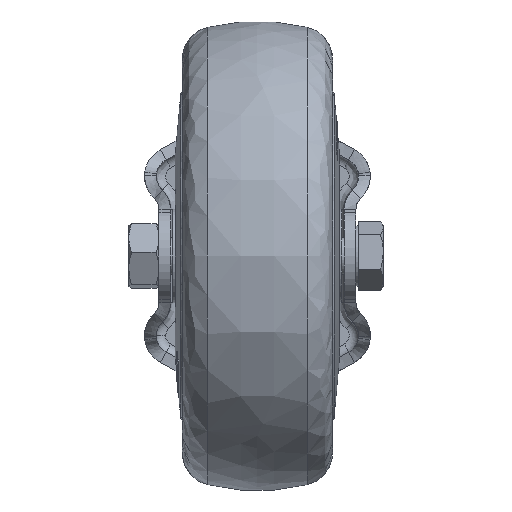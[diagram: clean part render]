
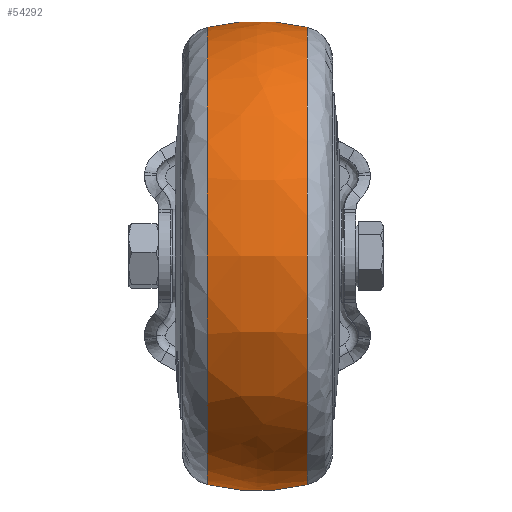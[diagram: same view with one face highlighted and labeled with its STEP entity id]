
A CAD part, front view. The second image highlights one B-rep face of the part: STEP entity #54292.
In plain terms, the highlighted free-form (B-spline) face has degree [3, 3] with [4, 4] control points.
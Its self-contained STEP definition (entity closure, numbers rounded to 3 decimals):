
#1020 = EDGE_CURVE ( 'NONE', #44117, #45776, #30923, .T. ) ;
#1372 = CARTESIAN_POINT ( 'NONE',  ( -10.658, 0., -48.72 ) ) ;
#1740 = CARTESIAN_POINT ( 'NONE',  ( 10.658, -97.439, -48.72 ) ) ;
#2188 = CIRCLE ( 'NONE', #37905, 48.72 ) ;
#4123 = ORIENTED_EDGE ( 'NONE', *, *, #50656, .T. ) ;
#5983 = CARTESIAN_POINT ( 'NONE',  ( -10.658, -97.439, 48.72 ) ) ;
#6165 = CARTESIAN_POINT ( 'NONE',  ( 10.658, 0., 48.72 ) ) ;
#10170 = DIRECTION ( 'NONE',  ( 1., 0., 0. ) ) ;
#10370 = CARTESIAN_POINT ( 'NONE',  ( -3.621, 0., -50.435 ) ) ;
#10503 = VERTEX_POINT ( 'NONE', #29353 ) ;
#12174 = CARTESIAN_POINT ( 'NONE',  ( 0., 0., -5. ) ) ;
#12467 = ORIENTED_EDGE ( 'NONE', *, *, #1020, .T. ) ;
#14798 = CARTESIAN_POINT ( 'NONE',  ( -3.621, -100.87, 50.435 ) ) ;
#15288 = AXIS2_PLACEMENT_3D ( 'NONE', #12174, #42786, #16605 ) ;
#15932 = CIRCLE ( 'NONE', #24901, 48.72 ) ;
#16605 = DIRECTION ( 'NONE',  ( 0., 0., -1. ) ) ;
#19233 = CARTESIAN_POINT ( 'NONE',  ( 3.621, 0., -50.435 ) ) ;
#19403 = CARTESIAN_POINT ( 'NONE',  ( 10.658, 0., -48.72 ) ) ;
#19817 = AXIS2_PLACEMENT_3D ( 'NONE', #52204, #26140, #56538 ) ;
#22060 = CARTESIAN_POINT ( 'NONE',  ( 10.658, 0., 0. ) ) ;
#23686 = CARTESIAN_POINT ( 'NONE',  ( 3.621, -100.87, 50.435 ) ) ;
#24023 = CIRCLE ( 'NONE', #19817, 45. ) ;
#24901 = AXIS2_PLACEMENT_3D ( 'NONE', #36470, #10170, #40830 ) ;
#26140 = DIRECTION ( 'NONE',  ( 0., 1., 0. ) ) ;
#26506 = DIRECTION ( 'NONE',  ( 0., 0., 1. ) ) ;
#27471 = EDGE_LOOP ( 'NONE', ( #45621, #12467, #4123, #41452 ) ) ;
#28115 = CARTESIAN_POINT ( 'NONE',  ( 10.658, 0., -48.72 ) ) ;
#29256 =( BOUNDED_SURFACE ( )  B_SPLINE_SURFACE ( 3, 3, ( 
 ( #1372, #32281, #5983, #36664 ),
 ( #10370, #41017, #14798, #45384 ),
 ( #19233, #49782, #23686, #54172 ),
 ( #28115, #1740, #32467, #6165 ) ),
 .UNSPECIFIED., .F., .F., .F. ) 
 B_SPLINE_SURFACE_WITH_KNOTS ( ( 4, 4 ),
 ( 4, 4 ),
 ( 0., 1. ),
 ( 0., 1. ),
 .UNSPECIFIED. ) 
 GEOMETRIC_REPRESENTATION_ITEM ( )  RATIONAL_B_SPLINE_SURFACE ( (
 ( 1., 0.333, 0.333, 1.),
 ( 0.981, 0.327, 0.327, 0.981),
 ( 0.981, 0.327, 0.327, 0.981),
 ( 1., 0.333, 0.333, 1.) ) ) 
 REPRESENTATION_ITEM ( '' )  SURFACE ( )  );
#29353 = CARTESIAN_POINT ( 'NONE',  ( -10.658, 0., 48.72 ) ) ;
#30923 = CIRCLE ( 'NONE', #15288, 45. ) ;
#32281 = CARTESIAN_POINT ( 'NONE',  ( -10.658, -97.439, -48.72 ) ) ;
#32467 = CARTESIAN_POINT ( 'NONE',  ( 10.658, -97.439, 48.72 ) ) ;
#36470 = CARTESIAN_POINT ( 'NONE',  ( -10.658, 0., 0. ) ) ;
#36664 = CARTESIAN_POINT ( 'NONE',  ( -10.658, 0., 48.72 ) ) ;
#37857 = FACE_OUTER_BOUND ( 'NONE', #27471, .T. ) ;
#37905 = AXIS2_PLACEMENT_3D ( 'NONE', #22060, #52588, #26506 ) ;
#38304 = CARTESIAN_POINT ( 'NONE',  ( -10.658, 0., -48.72 ) ) ;
#40830 = DIRECTION ( 'NONE',  ( 0., 0., 1. ) ) ;
#41017 = CARTESIAN_POINT ( 'NONE',  ( -3.621, -100.87, -50.435 ) ) ;
#41452 = ORIENTED_EDGE ( 'NONE', *, *, #47033, .F. ) ;
#42175 = CARTESIAN_POINT ( 'NONE',  ( 10.658, 0., 48.72 ) ) ;
#42786 = DIRECTION ( 'NONE',  ( 0., -1., 0. ) ) ;
#44117 = VERTEX_POINT ( 'NONE', #38304 ) ;
#45384 = CARTESIAN_POINT ( 'NONE',  ( -3.621, 0., 50.435 ) ) ;
#45491 = VERTEX_POINT ( 'NONE', #42175 ) ;
#45621 = ORIENTED_EDGE ( 'NONE', *, *, #54258, .T. ) ;
#45776 = VERTEX_POINT ( 'NONE', #19403 ) ;
#47033 = EDGE_CURVE ( 'NONE', #10503, #45491, #24023, .T. ) ;
#49782 = CARTESIAN_POINT ( 'NONE',  ( 3.621, -100.87, -50.435 ) ) ;
#50656 = EDGE_CURVE ( 'NONE', #45776, #45491, #2188, .T. ) ;
#52204 = CARTESIAN_POINT ( 'NONE',  ( 0., 0., 5. ) ) ;
#52588 = DIRECTION ( 'NONE',  ( -1., 0., 0. ) ) ;
#54172 = CARTESIAN_POINT ( 'NONE',  ( 3.621, 0., 50.435 ) ) ;
#54258 = EDGE_CURVE ( 'NONE', #10503, #44117, #15932, .T. ) ;
#54292 = ADVANCED_FACE ( 'NONE', ( #37857 ), #29256, .T. ) ;
#56538 = DIRECTION ( 'NONE',  ( 0., 0., 1. ) ) ;
